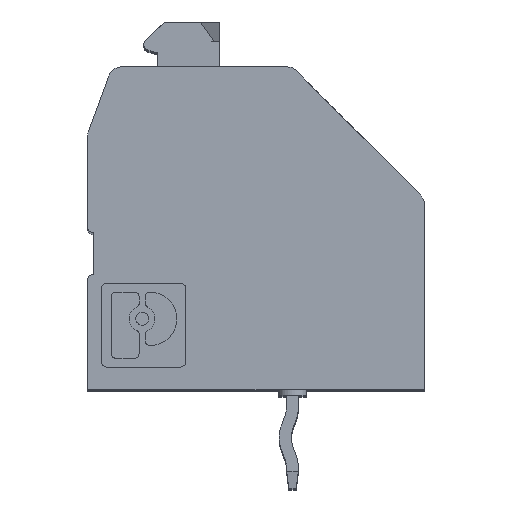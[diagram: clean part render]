
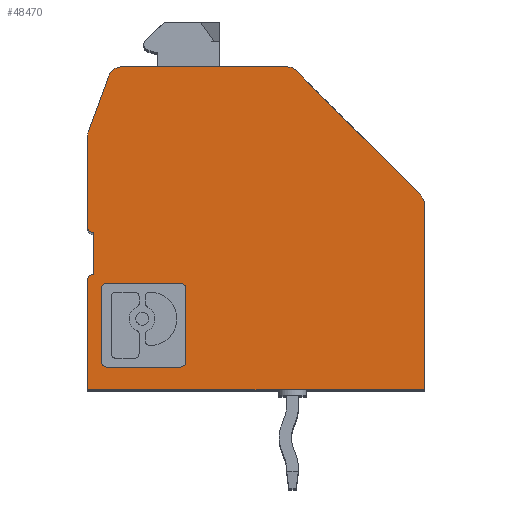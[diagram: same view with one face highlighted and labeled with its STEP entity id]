
A CAD part, top view. The second image highlights one B-rep face of the part: STEP entity #48470.
In plain terms, the highlighted planar face has unit normal (0, 0, 1).
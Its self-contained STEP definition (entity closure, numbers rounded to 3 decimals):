
#22540=CARTESIAN_POINT('',(11.5,6.593,6.43));
#22550=DIRECTION('',(0.,0.,1.));
#22560=DIRECTION('',(1.,0.,0.));
#22570=AXIS2_PLACEMENT_3D('',#22540,#22550,#22560);
#22580=CIRCLE('',#22570,0.5);
#22590=CARTESIAN_POINT('',(12.,6.593,6.43));
#22600=VERTEX_POINT('',#22590);
#22610=CARTESIAN_POINT('',(11.854,6.946,6.43));
#22620=VERTEX_POINT('',#22610);
#22630=EDGE_CURVE('',#22600,#22620,#22580,.T.);
#35060=CARTESIAN_POINT('',(0.2,3.9,6.43));
#35070=DIRECTION('',(0.,0.,1.));
#35080=DIRECTION('',(1.,0.,0.));
#35090=AXIS2_PLACEMENT_3D('',#35060,#35070,#35080);
#35100=CIRCLE('',#35090,0.2);
#35110=CARTESIAN_POINT('',(0.2,4.1,6.43));
#35120=VERTEX_POINT('',#35110);
#35130=CARTESIAN_POINT('',(0.,3.9,6.43));
#35140=VERTEX_POINT('',#35130);
#35150=EDGE_CURVE('',#35120,#35140,#35100,.T.);
#41170=CARTESIAN_POINT('',(7.446,11.354,6.43));
#41180=VERTEX_POINT('',#41170);
#41210=CARTESIAN_POINT('',(7.093,11.,6.43));
#41220=DIRECTION('',(0.,0.,-1.));
#41230=DIRECTION('',(-1.,0.,0.));
#41240=AXIS2_PLACEMENT_3D('',#41210,#41220,#41230);
#41250=CIRCLE('',#41240,0.5);
#41260=CARTESIAN_POINT('',(7.093,11.5,6.43));
#41270=VERTEX_POINT('',#41260);
#41280=EDGE_CURVE('',#41270,#41180,#41250,.T.);
#41510=CARTESIAN_POINT('',(0.5,9.012,6.43));
#41520=DIRECTION('',(0.,0.,1.));
#41530=DIRECTION('',(1.,0.,0.));
#41540=AXIS2_PLACEMENT_3D('',#41510,#41520,#41530);
#41550=CIRCLE('',#41540,0.5);
#41560=CARTESIAN_POINT('',(0.03,9.183,6.43));
#41570=VERTEX_POINT('',#41560);
#41580=CARTESIAN_POINT('',(0.,9.012,6.43));
#41590=VERTEX_POINT('',#41580);
#41600=EDGE_CURVE('',#41570,#41590,#41550,.T.);
#43330=CARTESIAN_POINT('',(12.,0.,6.43));
#43340=VERTEX_POINT('',#43330);
#43810=CARTESIAN_POINT('',(0.,0.,6.43));
#43820=VERTEX_POINT('',#43810);
#43850=CARTESIAN_POINT('',(0.,0.,6.43));
#43860=DIRECTION('',(-1.,0.,0.));
#43870=VECTOR('',#43860,1.);
#43880=LINE('',#43850,#43870);
#43890=EDGE_CURVE('',#43340,#43820,#43880,.T.);
#47010=CARTESIAN_POINT('',(11.439,0.,6.43));
#47020=DIRECTION('',(0.,0.,1.));
#47030=DIRECTION('',(1.,0.,0.));
#47040=AXIS2_PLACEMENT_3D('',#47010,#47020,#47030);
#47050=PLANE('',#47040);
#47060=CARTESIAN_POINT('',(0.,0.,6.43));
#47070=DIRECTION('',(0.,1.,0.));
#47080=VECTOR('',#47070,1.);
#47090=LINE('',#47060,#47080);
#47100=EDGE_CURVE('',#43820,#35140,#47090,.T.);
#47110=ORIENTED_EDGE('',*,*,#47100,.F.);
#47120=ORIENTED_EDGE('',*,*,#35150,.T.);
#47130=CARTESIAN_POINT('',(0.2,0.,6.43));
#47140=DIRECTION('',(0.,1.,0.));
#47150=VECTOR('',#47140,1.);
#47160=LINE('',#47130,#47150);
#47170=CARTESIAN_POINT('',(0.2,5.6,6.43));
#47180=VERTEX_POINT('',#47170);
#47190=EDGE_CURVE('',#35120,#47180,#47160,.T.);
#47200=ORIENTED_EDGE('',*,*,#47190,.F.);
#47210=CARTESIAN_POINT('',(0.2,5.8,6.43));
#47220=DIRECTION('',(0.,0.,-1.));
#47230=DIRECTION('',(-1.,0.,0.));
#47240=AXIS2_PLACEMENT_3D('',#47210,#47220,#47230);
#47250=CIRCLE('',#47240,0.2);
#47260=CARTESIAN_POINT('',(0.,5.8,6.43));
#47270=VERTEX_POINT('',#47260);
#47280=EDGE_CURVE('',#47180,#47270,#47250,.T.);
#47290=ORIENTED_EDGE('',*,*,#47280,.F.);
#47300=CARTESIAN_POINT('',(0.,0.,6.43));
#47310=DIRECTION('',(0.,1.,0.));
#47320=VECTOR('',#47310,1.);
#47330=LINE('',#47300,#47320);
#47340=EDGE_CURVE('',#47270,#41590,#47330,.T.);
#47350=ORIENTED_EDGE('',*,*,#47340,.F.);
#47360=ORIENTED_EDGE('',*,*,#41600,.T.);
#47370=CARTESIAN_POINT('',(-3.312,0.,6.43));
#47380=DIRECTION('',(0.342,0.94,0.));
#47390=VECTOR('',#47380,1.);
#47400=LINE('',#47370,#47390);
#47410=CARTESIAN_POINT('',(0.754,11.171,6.43));
#47420=VERTEX_POINT('',#47410);
#47430=EDGE_CURVE('',#41570,#47420,#47400,.T.);
#47440=ORIENTED_EDGE('',*,*,#47430,.F.);
#47450=CARTESIAN_POINT('',(1.224,11.,6.43));
#47460=DIRECTION('',(0.,0.,1.));
#47470=DIRECTION('',(1.,0.,0.));
#47480=AXIS2_PLACEMENT_3D('',#47450,#47460,#47470);
#47490=CIRCLE('',#47480,0.5);
#47500=CARTESIAN_POINT('',(1.224,11.5,6.43));
#47510=VERTEX_POINT('',#47500);
#47520=EDGE_CURVE('',#47510,#47420,#47490,.T.);
#47530=ORIENTED_EDGE('',*,*,#47520,.T.);
#47540=CARTESIAN_POINT('',(0.,11.5,6.43));
#47550=DIRECTION('',(1.,0.,0.));
#47560=VECTOR('',#47550,1.);
#47570=LINE('',#47540,#47560);
#47580=EDGE_CURVE('',#47510,#41270,#47570,.T.);
#47590=ORIENTED_EDGE('',*,*,#47580,.F.);
#47600=ORIENTED_EDGE('',*,*,#41280,.F.);
#47610=CARTESIAN_POINT('',(0.,18.8,6.43));
#47620=DIRECTION('',(0.707,-0.707,0.));
#47630=VECTOR('',#47620,1.);
#47640=LINE('',#47610,#47630);
#47650=EDGE_CURVE('',#41180,#22620,#47640,.T.);
#47660=ORIENTED_EDGE('',*,*,#47650,.F.);
#47670=ORIENTED_EDGE('',*,*,#22630,.T.);
#47680=CARTESIAN_POINT('',(12.,0.,6.43));
#47690=DIRECTION('',(0.,-1.,0.));
#47700=VECTOR('',#47690,1.);
#47710=LINE('',#47680,#47700);
#47720=EDGE_CURVE('',#22600,#43340,#47710,.T.);
#47730=ORIENTED_EDGE('',*,*,#47720,.F.);
#47740=ORIENTED_EDGE('',*,*,#43890,.F.);
#47750=EDGE_LOOP('',(#47740,#47730,#47670,#47660,#47600,#47590,#47530,
#47440,#47360,#47350,#47290,#47200,#47120,#47110));
#47760=FACE_OUTER_BOUND('',#47750,.T.);
#47770=CARTESIAN_POINT('',(0.,0.8,6.43));
#47780=DIRECTION('',(1.,0.,0.));
#47790=VECTOR('',#47780,1.);
#47800=LINE('',#47770,#47790);
#47810=CARTESIAN_POINT('',(0.711,0.8,6.43));
#47820=VERTEX_POINT('',#47810);
#47830=CARTESIAN_POINT('',(3.289,0.8,6.43));
#47840=VERTEX_POINT('',#47830);
#47850=EDGE_CURVE('',#47820,#47840,#47800,.T.);
#47860=ORIENTED_EDGE('',*,*,#47850,.F.);
#47870=CARTESIAN_POINT('',(3.289,1.011,6.43));
#47880=DIRECTION('',(0.,0.,1.));
#47890=DIRECTION('',(1.,0.,0.));
#47900=AXIS2_PLACEMENT_3D('',#47870,#47880,#47890);
#47910=CIRCLE('',#47900,0.211);
#47920=CARTESIAN_POINT('',(3.5,1.011,6.43));
#47930=VERTEX_POINT('',#47920);
#47940=EDGE_CURVE('',#47840,#47930,#47910,.T.);
#47950=ORIENTED_EDGE('',*,*,#47940,.F.);
#47960=CARTESIAN_POINT('',(3.5,0.,6.43));
#47970=DIRECTION('',(0.,1.,0.));
#47980=VECTOR('',#47970,1.);
#47990=LINE('',#47960,#47980);
#48000=CARTESIAN_POINT('',(3.5,3.589,6.43));
#48010=VERTEX_POINT('',#48000);
#48020=EDGE_CURVE('',#47930,#48010,#47990,.T.);
#48030=ORIENTED_EDGE('',*,*,#48020,.F.);
#48040=CARTESIAN_POINT('',(3.289,3.589,6.43));
#48050=DIRECTION('',(0.,0.,1.));
#48060=DIRECTION('',(1.,0.,0.));
#48070=AXIS2_PLACEMENT_3D('',#48040,#48050,#48060);
#48080=CIRCLE('',#48070,0.211);
#48090=CARTESIAN_POINT('',(3.289,3.8,6.43));
#48100=VERTEX_POINT('',#48090);
#48110=EDGE_CURVE('',#48010,#48100,#48080,.T.);
#48120=ORIENTED_EDGE('',*,*,#48110,.F.);
#48130=CARTESIAN_POINT('',(0.,3.8,6.43));
#48140=DIRECTION('',(-1.,0.,0.));
#48150=VECTOR('',#48140,1.);
#48160=LINE('',#48130,#48150);
#48170=CARTESIAN_POINT('',(0.711,3.8,6.43));
#48180=VERTEX_POINT('',#48170);
#48190=EDGE_CURVE('',#48100,#48180,#48160,.T.);
#48200=ORIENTED_EDGE('',*,*,#48190,.F.);
#48210=CARTESIAN_POINT('',(0.711,3.589,6.43));
#48220=DIRECTION('',(0.,0.,1.));
#48230=DIRECTION('',(1.,0.,0.));
#48240=AXIS2_PLACEMENT_3D('',#48210,#48220,#48230);
#48250=CIRCLE('',#48240,0.211);
#48260=CARTESIAN_POINT('',(0.5,3.589,6.43));
#48270=VERTEX_POINT('',#48260);
#48280=EDGE_CURVE('',#48180,#48270,#48250,.T.);
#48290=ORIENTED_EDGE('',*,*,#48280,.F.);
#48300=CARTESIAN_POINT('',(0.5,0.,6.43));
#48310=DIRECTION('',(0.,-1.,0.));
#48320=VECTOR('',#48310,1.);
#48330=LINE('',#48300,#48320);
#48340=CARTESIAN_POINT('',(0.5,1.011,6.43));
#48350=VERTEX_POINT('',#48340);
#48360=EDGE_CURVE('',#48270,#48350,#48330,.T.);
#48370=ORIENTED_EDGE('',*,*,#48360,.F.);
#48380=CARTESIAN_POINT('',(0.711,1.011,6.43));
#48390=DIRECTION('',(0.,0.,1.));
#48400=DIRECTION('',(1.,0.,0.));
#48410=AXIS2_PLACEMENT_3D('',#48380,#48390,#48400);
#48420=CIRCLE('',#48410,0.211);
#48430=EDGE_CURVE('',#48350,#47820,#48420,.T.);
#48440=ORIENTED_EDGE('',*,*,#48430,.F.);
#48450=EDGE_LOOP('',(#48440,#48370,#48290,#48200,#48120,#48030,#47950,
#47860));
#48460=FACE_BOUND('',#48450,.T.);
#48470=ADVANCED_FACE('',(#47760,#48460),#47050,.T.);
